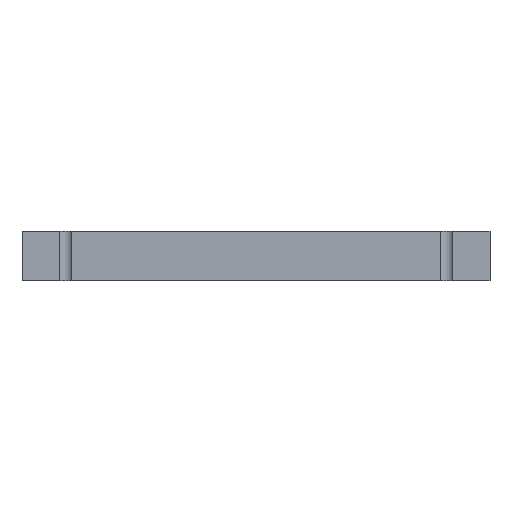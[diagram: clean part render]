
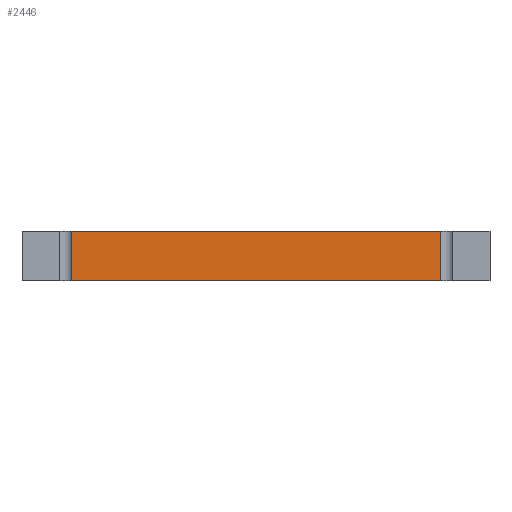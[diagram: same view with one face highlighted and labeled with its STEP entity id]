
A CAD part, left-side view. The second image highlights one B-rep face of the part: STEP entity #2446.
In plain terms, the highlighted planar face has unit normal (-1, 0, 0).
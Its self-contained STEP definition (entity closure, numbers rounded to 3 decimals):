
#83 = PLANE('',#84);
#84 = AXIS2_PLACEMENT_3D('',#85,#86,#87);
#85 = CARTESIAN_POINT('',(83.459,129.594,3.));
#86 = DIRECTION('',(0.,0.,1.));
#87 = DIRECTION('',(1.,0.,0.));
#137 = PLANE('',#138);
#138 = AXIS2_PLACEMENT_3D('',#139,#140,#141);
#139 = CARTESIAN_POINT('',(83.459,129.594,0.));
#140 = DIRECTION('',(0.,0.,1.));
#141 = DIRECTION('',(1.,0.,0.));
#2314 = PLANE('',#2315);
#2315 = AXIS2_PLACEMENT_3D('',#2316,#2317,#2318);
#2316 = CARTESIAN_POINT('',(64.459,154.994,0.));
#2317 = DIRECTION('',(0.,1.,0.));
#2318 = DIRECTION('',(1.,0.,0.));
#2374 = EDGE_CURVE('',#2375,#2377,#2379,.T.);
#2375 = VERTEX_POINT('',#2376);
#2376 = CARTESIAN_POINT('',(64.459,154.994,0.));
#2377 = VERTEX_POINT('',#2378);
#2378 = CARTESIAN_POINT('',(64.459,154.994,3.));
#2379 = SURFACE_CURVE('',#2380,(#2384,#2391),.PCURVE_S1.);
#2380 = LINE('',#2381,#2382);
#2381 = CARTESIAN_POINT('',(64.459,154.994,0.));
#2382 = VECTOR('',#2383,1.);
#2383 = DIRECTION('',(0.,0.,1.));
#2384 = PCURVE('',#2314,#2385);
#2385 = DEFINITIONAL_REPRESENTATION('',(#2386),#2390);
#2386 = LINE('',#2387,#2388);
#2387 = CARTESIAN_POINT('',(0.,0.));
#2388 = VECTOR('',#2389,1.);
#2389 = DIRECTION('',(0.,-1.));
#2390 = ( GEOMETRIC_REPRESENTATION_CONTEXT(2) 
PARAMETRIC_REPRESENTATION_CONTEXT() REPRESENTATION_CONTEXT('2D SPACE',''
  ) );
#2391 = PCURVE('',#2392,#2397);
#2392 = PLANE('',#2393);
#2393 = AXIS2_PLACEMENT_3D('',#2394,#2395,#2396);
#2394 = CARTESIAN_POINT('',(64.459,132.594,0.));
#2395 = DIRECTION('',(-1.,0.,0.));
#2396 = DIRECTION('',(0.,1.,0.));
#2397 = DEFINITIONAL_REPRESENTATION('',(#2398),#2402);
#2398 = LINE('',#2399,#2400);
#2399 = CARTESIAN_POINT('',(22.4,0.));
#2400 = VECTOR('',#2401,1.);
#2401 = DIRECTION('',(0.,-1.));
#2402 = ( GEOMETRIC_REPRESENTATION_CONTEXT(2) 
PARAMETRIC_REPRESENTATION_CONTEXT() REPRESENTATION_CONTEXT('2D SPACE',''
  ) );
#2446 = ADVANCED_FACE('',(#2447),#2392,.T.);
#2447 = FACE_BOUND('',#2448,.T.);
#2448 = EDGE_LOOP('',(#2449,#2479,#2500,#2501));
#2449 = ORIENTED_EDGE('',*,*,#2450,.T.);
#2450 = EDGE_CURVE('',#2451,#2453,#2455,.T.);
#2451 = VERTEX_POINT('',#2452);
#2452 = CARTESIAN_POINT('',(64.459,132.594,0.));
#2453 = VERTEX_POINT('',#2454);
#2454 = CARTESIAN_POINT('',(64.459,132.594,3.));
#2455 = SURFACE_CURVE('',#2456,(#2460,#2467),.PCURVE_S1.);
#2456 = LINE('',#2457,#2458);
#2457 = CARTESIAN_POINT('',(64.459,132.594,0.));
#2458 = VECTOR('',#2459,1.);
#2459 = DIRECTION('',(0.,0.,1.));
#2460 = PCURVE('',#2392,#2461);
#2461 = DEFINITIONAL_REPRESENTATION('',(#2462),#2466);
#2462 = LINE('',#2463,#2464);
#2463 = CARTESIAN_POINT('',(0.,0.));
#2464 = VECTOR('',#2465,1.);
#2465 = DIRECTION('',(0.,-1.));
#2466 = ( GEOMETRIC_REPRESENTATION_CONTEXT(2) 
PARAMETRIC_REPRESENTATION_CONTEXT() REPRESENTATION_CONTEXT('2D SPACE',''
  ) );
#2467 = PCURVE('',#2468,#2473);
#2468 = PLANE('',#2469);
#2469 = AXIS2_PLACEMENT_3D('',#2470,#2471,#2472);
#2470 = CARTESIAN_POINT('',(64.459,132.594,0.));
#2471 = DIRECTION('',(0.,1.,0.));
#2472 = DIRECTION('',(1.,0.,0.));
#2473 = DEFINITIONAL_REPRESENTATION('',(#2474),#2478);
#2474 = LINE('',#2475,#2476);
#2475 = CARTESIAN_POINT('',(0.,0.));
#2476 = VECTOR('',#2477,1.);
#2477 = DIRECTION('',(0.,-1.));
#2478 = ( GEOMETRIC_REPRESENTATION_CONTEXT(2) 
PARAMETRIC_REPRESENTATION_CONTEXT() REPRESENTATION_CONTEXT('2D SPACE',''
  ) );
#2479 = ORIENTED_EDGE('',*,*,#2480,.T.);
#2480 = EDGE_CURVE('',#2453,#2377,#2481,.T.);
#2481 = SURFACE_CURVE('',#2482,(#2486,#2493),.PCURVE_S1.);
#2482 = LINE('',#2483,#2484);
#2483 = CARTESIAN_POINT('',(64.459,132.594,3.));
#2484 = VECTOR('',#2485,1.);
#2485 = DIRECTION('',(0.,1.,0.));
#2486 = PCURVE('',#2392,#2487);
#2487 = DEFINITIONAL_REPRESENTATION('',(#2488),#2492);
#2488 = LINE('',#2489,#2490);
#2489 = CARTESIAN_POINT('',(0.,-3.));
#2490 = VECTOR('',#2491,1.);
#2491 = DIRECTION('',(1.,0.));
#2492 = ( GEOMETRIC_REPRESENTATION_CONTEXT(2) 
PARAMETRIC_REPRESENTATION_CONTEXT() REPRESENTATION_CONTEXT('2D SPACE',''
  ) );
#2493 = PCURVE('',#83,#2494);
#2494 = DEFINITIONAL_REPRESENTATION('',(#2495),#2499);
#2495 = LINE('',#2496,#2497);
#2496 = CARTESIAN_POINT('',(-19.,3.));
#2497 = VECTOR('',#2498,1.);
#2498 = DIRECTION('',(0.,1.));
#2499 = ( GEOMETRIC_REPRESENTATION_CONTEXT(2) 
PARAMETRIC_REPRESENTATION_CONTEXT() REPRESENTATION_CONTEXT('2D SPACE',''
  ) );
#2500 = ORIENTED_EDGE('',*,*,#2374,.F.);
#2501 = ORIENTED_EDGE('',*,*,#2502,.F.);
#2502 = EDGE_CURVE('',#2451,#2375,#2503,.T.);
#2503 = SURFACE_CURVE('',#2504,(#2508,#2515),.PCURVE_S1.);
#2504 = LINE('',#2505,#2506);
#2505 = CARTESIAN_POINT('',(64.459,132.594,0.));
#2506 = VECTOR('',#2507,1.);
#2507 = DIRECTION('',(0.,1.,0.));
#2508 = PCURVE('',#2392,#2509);
#2509 = DEFINITIONAL_REPRESENTATION('',(#2510),#2514);
#2510 = LINE('',#2511,#2512);
#2511 = CARTESIAN_POINT('',(0.,0.));
#2512 = VECTOR('',#2513,1.);
#2513 = DIRECTION('',(1.,0.));
#2514 = ( GEOMETRIC_REPRESENTATION_CONTEXT(2) 
PARAMETRIC_REPRESENTATION_CONTEXT() REPRESENTATION_CONTEXT('2D SPACE',''
  ) );
#2515 = PCURVE('',#137,#2516);
#2516 = DEFINITIONAL_REPRESENTATION('',(#2517),#2521);
#2517 = LINE('',#2518,#2519);
#2518 = CARTESIAN_POINT('',(-19.,3.));
#2519 = VECTOR('',#2520,1.);
#2520 = DIRECTION('',(0.,1.));
#2521 = ( GEOMETRIC_REPRESENTATION_CONTEXT(2) 
PARAMETRIC_REPRESENTATION_CONTEXT() REPRESENTATION_CONTEXT('2D SPACE',''
  ) );
